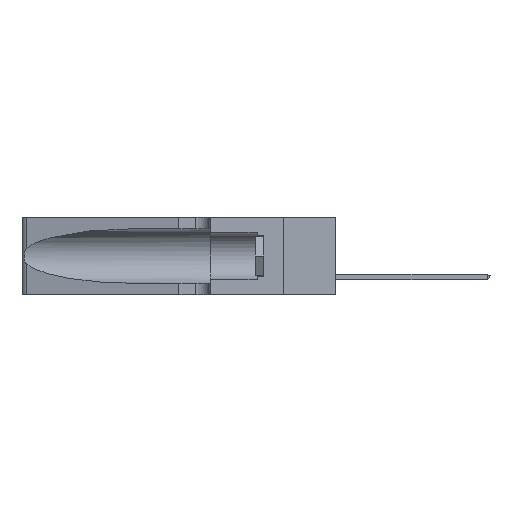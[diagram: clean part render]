
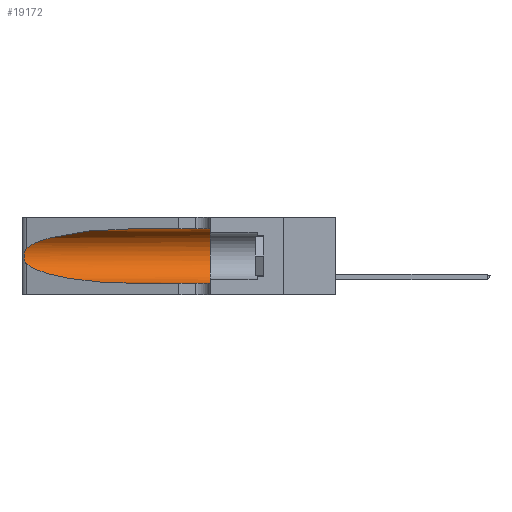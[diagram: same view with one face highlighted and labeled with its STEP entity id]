
A CAD part, left-side view. The second image highlights one B-rep face of the part: STEP entity #19172.
In plain terms, the highlighted cylindrical face has radius 3.308 mm (diameter 6.617 mm), a partial arc.
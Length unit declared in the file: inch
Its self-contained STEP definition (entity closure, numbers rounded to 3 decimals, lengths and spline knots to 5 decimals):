
#303 = CARTESIAN_POINT ( 'NONE',  ( 0.1305, 0.72297, 0.05475 ) ) ;
#694 = B_SPLINE_CURVE_WITH_KNOTS ( 'NONE', 3,
 ( #30893, #28268, #871, #31253, #8939, #17504, #995, #14505, #17641, #1109, #25334, #20277, #3765, #9274 ),
 .UNSPECIFIED., .F., .F.,
 ( 4, 2, 2, 2, 2, 2, 4 ),
 ( 0., 0.00027, 0.00053, 0.00107, 0.0016, 0.00187, 0.00214 ),
 .UNSPECIFIED. ) ;
#759 = VECTOR ( 'NONE', #974, 39.37008 ) ;
#871 = CARTESIAN_POINT ( 'NONE',  ( 0.25639, 1.23184, 0.21858 ) ) ;
#974 = DIRECTION ( 'NONE',  ( 0., -1., 0. ) ) ;
#995 = CARTESIAN_POINT ( 'NONE',  ( 0.26075, 1.23896, 0.19203 ) ) ;
#1109 = CARTESIAN_POINT ( 'NONE',  ( 0.25856, 1.23593, 0.16098 ) ) ;
#2729 = EDGE_CURVE ( 'NONE', #35487, #32226, #25991, .T. ) ;
#3131 = CARTESIAN_POINT ( 'NONE',  ( 0.1305, 1.61858, 0.05475 ) ) ;
#3765 = CARTESIAN_POINT ( 'NONE',  ( 0.25555, 1.22993, 0.14849 ) ) ;
#4009 = CARTESIAN_POINT ( 'NONE',  ( 0.25487, 1.22718, 0.14631 ) ) ;
#5339 = ORIENTED_EDGE ( 'NONE', *, *, #2729, .F. ) ;
#6038 = CARTESIAN_POINT ( 'NONE',  ( 0.1305, 1.61858, 0.31525 ) ) ;
#6809 = ORIENTED_EDGE ( 'NONE', *, *, #7726, .T. ) ;
#7726 = EDGE_CURVE ( 'NONE', #17812, #23796, #31650, .T. ) ;
#7753 = CARTESIAN_POINT ( 'NONE',  ( 0.1305, 0.35, 0.185 ) ) ;
#7943 = AXIS2_PLACEMENT_3D ( 'NONE', #24956, #19525, #27288 ) ;
#8939 = CARTESIAN_POINT ( 'NONE',  ( 0.25854, 1.2359, 0.20912 ) ) ;
#9274 = CARTESIAN_POINT ( 'NONE',  ( 0.25487, 1.22718, 0.14631 ) ) ;
#9607 = EDGE_CURVE ( 'NONE', #15911, #17812, #694, .T. ) ;
#9937 = CARTESIAN_POINT ( 'NONE',  ( 0.25487, 1.22718, 0.22369 ) ) ;
#10921 = EDGE_CURVE ( 'NONE', #28752, #35487, #11066, .T. ) ;
#11066 = LINE ( 'NONE', #6038, #759 ) ;
#11262 = DIRECTION ( 'NONE',  ( 0., -1., 0. ) ) ;
#11377 = CARTESIAN_POINT ( 'NONE',  ( 0.25487, 1.22718, 0.22369 ) ) ;
#11529 = CARTESIAN_POINT ( 'NONE',  ( 0.1305, 0.35, 0.31525 ) ) ;
#12182 = CARTESIAN_POINT ( 'NONE',  ( 0.2373, 1.15595, 0.08982 ) ) ;
#12808 = FACE_OUTER_BOUND ( 'NONE', #32479, .T. ) ;
#14208 = AXIS2_PLACEMENT_3D ( 'NONE', #7753, #21272, #27069 ) ;
#14392 = EDGE_CURVE ( 'NONE', #28752, #15911, #33797, .T. ) ;
#14505 = CARTESIAN_POINT ( 'NONE',  ( 0.26075, 1.23896, 0.178 ) ) ;
#15911 = VERTEX_POINT ( 'NONE', #11377 ) ;
#17504 = CARTESIAN_POINT ( 'NONE',  ( 0.26018, 1.23835, 0.19895 ) ) ;
#17641 = CARTESIAN_POINT ( 'NONE',  ( 0.26017, 1.23833, 0.17102 ) ) ;
#17812 = VERTEX_POINT ( 'NONE', #19431 ) ;
#19172 = ADVANCED_FACE ( 'NONE', ( #12808 ), #31798, .F. ) ;
#19431 = CARTESIAN_POINT ( 'NONE',  ( 0.25487, 1.22718, 0.14631 ) ) ;
#19525 = DIRECTION ( 'NONE',  ( 0., -1., 0. ) ) ;
#19814 = EDGE_CURVE ( 'NONE', #23796, #32226, #28749, .T. ) ;
#20277 = CARTESIAN_POINT ( 'NONE',  ( 0.25639, 1.23186, 0.15144 ) ) ;
#20978 = ORIENTED_EDGE ( 'NONE', *, *, #19814, .T. ) ;
#21055 = CARTESIAN_POINT ( 'NONE',  ( 0.18966, 0.96281, 0.31525 ) ) ;
#21272 = DIRECTION ( 'NONE',  ( 0., 1., 0. ) ) ;
#21934 = ORIENTED_EDGE ( 'NONE', *, *, #14392, .T. ) ;
#23796 = VERTEX_POINT ( 'NONE', #303 ) ;
#24956 = CARTESIAN_POINT ( 'NONE',  ( 0.1305, 1.61858, 0.185 ) ) ;
#25334 = CARTESIAN_POINT ( 'NONE',  ( 0.25789, 1.23486, 0.15765 ) ) ;
#25829 = CARTESIAN_POINT ( 'NONE',  ( 0.18966, 0.96281, 0.05475 ) ) ;
#25991 = CIRCLE ( 'NONE', #14208, 0.13025 ) ;
#27069 = DIRECTION ( 'NONE',  ( 0., 0., 1. ) ) ;
#27288 = DIRECTION ( 'NONE',  ( 0., 0., -1. ) ) ;
#28268 = CARTESIAN_POINT ( 'NONE',  ( 0.25555, 1.22994, 0.2215 ) ) ;
#28383 = ORIENTED_EDGE ( 'NONE', *, *, #10921, .F. ) ;
#28689 = CARTESIAN_POINT ( 'NONE',  ( 0.1305, 0.35, 0.05475 ) ) ;
#28749 = LINE ( 'NONE', #3131, #31728 ) ;
#28752 = VERTEX_POINT ( 'NONE', #34237 ) ;
#30893 = CARTESIAN_POINT ( 'NONE',  ( 0.25487, 1.22718, 0.22369 ) ) ;
#31253 = CARTESIAN_POINT ( 'NONE',  ( 0.25787, 1.23484, 0.2124 ) ) ;
#31650 =( BOUNDED_CURVE ( )  B_SPLINE_CURVE ( 3, ( #4009, #12182, #25829, #34208 ),
 .UNSPECIFIED., .F., .T. ) 
 B_SPLINE_CURVE_WITH_KNOTS ( ( 4, 4 ),
 ( 3.44316, 4.71239 ),
 .UNSPECIFIED. ) 
 CURVE ( )  GEOMETRIC_REPRESENTATION_ITEM ( )  RATIONAL_B_SPLINE_CURVE ( ( 1., 0.87, 0.87, 1. ) ) 
 REPRESENTATION_ITEM ( '' )  );
#31728 = VECTOR ( 'NONE', #11262, 39.37008 ) ;
#31774 = CARTESIAN_POINT ( 'NONE',  ( 0.2373, 1.15595, 0.28018 ) ) ;
#31798 = CYLINDRICAL_SURFACE ( 'NONE', #7943, 0.13025 ) ;
#31907 = ORIENTED_EDGE ( 'NONE', *, *, #9607, .T. ) ;
#32136 = CARTESIAN_POINT ( 'NONE',  ( 0.1305, 0.72297, 0.31525 ) ) ;
#32226 = VERTEX_POINT ( 'NONE', #28689 ) ;
#32479 = EDGE_LOOP ( 'NONE', ( #21934, #31907, #6809, #20978, #5339, #28383 ) ) ;
#33797 =( BOUNDED_CURVE ( )  B_SPLINE_CURVE ( 3, ( #32136, #21055, #31774, #9937 ),
 .UNSPECIFIED., .F., .F. ) 
 B_SPLINE_CURVE_WITH_KNOTS ( ( 4, 4 ),
 ( 1.5708, 2.84003 ),
 .UNSPECIFIED. ) 
 CURVE ( )  GEOMETRIC_REPRESENTATION_ITEM ( )  RATIONAL_B_SPLINE_CURVE ( ( 1., 0.87, 0.87, 1. ) ) 
 REPRESENTATION_ITEM ( '' )  );
#34208 = CARTESIAN_POINT ( 'NONE',  ( 0.1305, 0.72297, 0.05475 ) ) ;
#34237 = CARTESIAN_POINT ( 'NONE',  ( 0.1305, 0.72297, 0.31525 ) ) ;
#35487 = VERTEX_POINT ( 'NONE', #11529 ) ;
